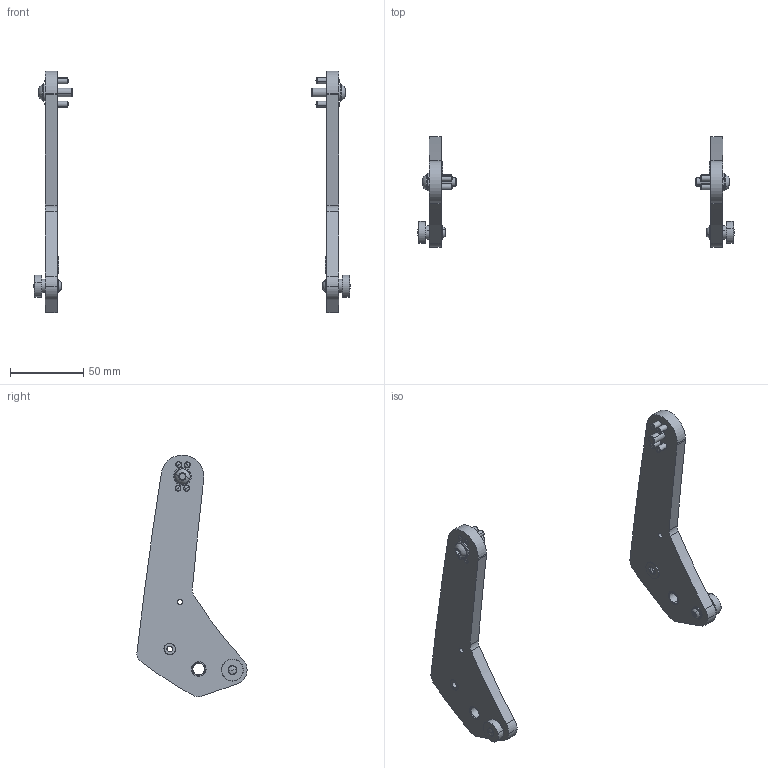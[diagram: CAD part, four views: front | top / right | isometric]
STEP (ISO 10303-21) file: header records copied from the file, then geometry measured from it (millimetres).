
FILE_DESCRIPTION (( 'STEP AP214' ), '1' );
FILE_NAME ('42263~2.STEP', '2020-06-23T06:38:16', ( '' ), ( '' ), 'SwSTEP 2.0', 'SolidWorks 2018', '' );
FILE_SCHEMA (( 'AUTOMOTIVE_DESIGN' ));
Length unit declared in the file: millimetre
Products named in the file (13): 53729~0; DIN6325~n_04,0m6x016; 22654~0; DIN125~n_04,3 M04,0; 38334~1_S; 55712~0_S; 42263~2; 30951~1_S; ISO7380~n_M04,0x006; DIN125~n_06,4 M06,0 Fase; DIN7979~n_06,0m6x016M4; ISO7380~n_M06,0x020; 60821~0
Assembly tree (30 placements, depth 2):
  42263~2
    55712~0_S  x2
    38334~1_S  x2
    30951~1_S  x2
    22654~0  x2
    60821~0  x2
    53729~0  x2
    ISO7380~n_M04,0x006  x2
    ISO7380~n_M06,0x020  x2
    DIN125~n_04,3 M04,0  x2
    DIN125~n_06,4 M06,0 Fase  x2
    DIN6325~n_04,0m6x016  x8
    DIN7979~n_06,0m6x016M4  x2
Bounding box: 216 x 75.18 x 164.94 mm (x, y, z)
Volume: 105605 mm3; surface area: 42969.4 mm2
Topology: 30 solids, 30 shells, 384 faces, 860 edges, 552 vertices
Faces by surface type: cylinder 192, plane 76, cone 56, sphere 36, torus 24
Entity records: 5820 total; most frequent: DIRECTION 1002, CARTESIAN_POINT 832, ORIENTED_EDGE 748, AXIS2_PLACEMENT_3D 434, EDGE_CURVE 374, VERTEX_POINT 240, CIRCLE 236, EDGE_LOOP 204
